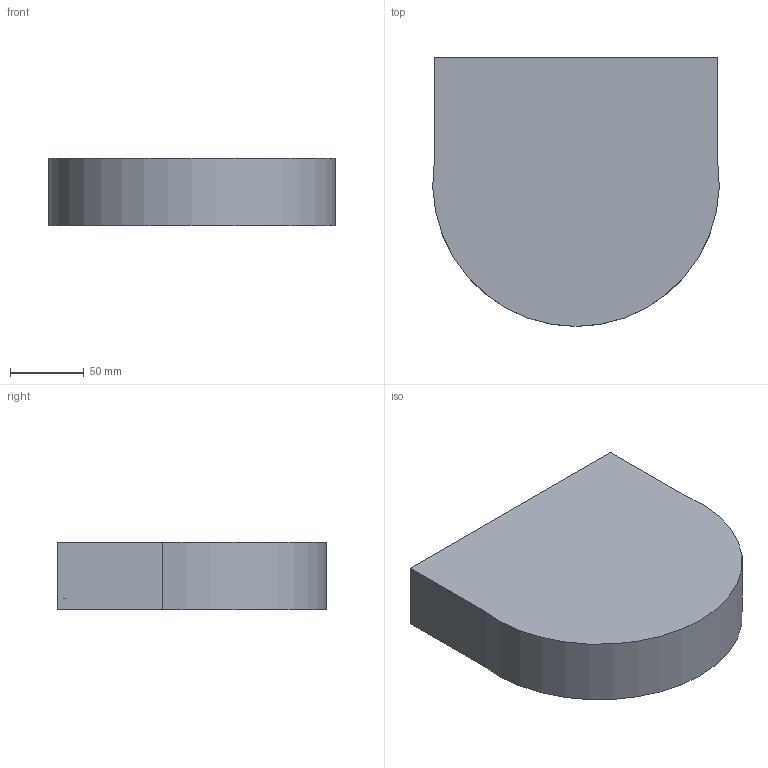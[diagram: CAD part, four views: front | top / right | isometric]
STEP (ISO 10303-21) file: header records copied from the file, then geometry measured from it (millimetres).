
FILE_DESCRIPTION(/* description */ (''),/* implementation_level */ '2;1');
FILE_NAME(/* name */ 'ThetaTop.step',/* time_stamp */ '2021-11-02T20:40:10-04:00',/* author */ (''),/* organization */ (''),/* preprocessor_version */ 'ST-DEVELOPER v18.1',/* originating_system */ 'Autodesk Translation Framework v10.10.0.1391',/* authorisation */ '');
FILE_SCHEMA (('AUTOMOTIVE_DESIGN { 1 0 10303 214 3 1 1 }'));
Length unit declared in the file: millimetre
Products named in the file (1): Theta Top
Bounding box: 193.93 x 182 x 46 mm (x, y, z)
Volume: 428344.5 mm3; surface area: 120933.4 mm2
Topology: 1 solids, 1 shells, 49 faces, 102 edges, 68 vertices
Faces by surface type: cylinder 25, plane 24
Full cylindrical faces by diameter (mm): 4 x5, 8.7 x6
Entity records: 1366 total; most frequent: DIRECTION 252, CARTESIAN_POINT 220, ORIENTED_EDGE 204, EDGE_CURVE 102, AXIS2_PLACEMENT_3D 100, VERTEX_POINT 68, EDGE_LOOP 62, LINE 52
